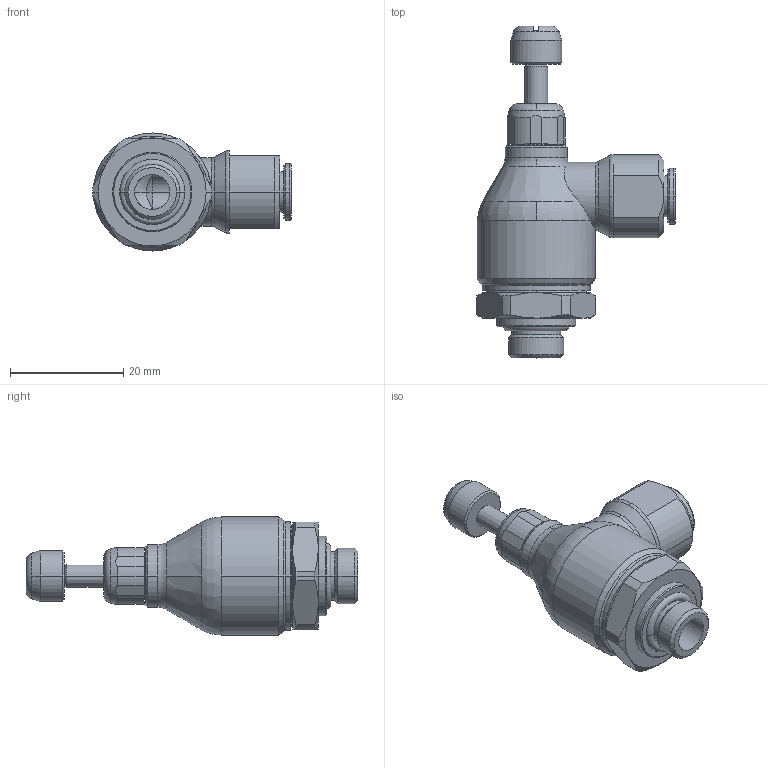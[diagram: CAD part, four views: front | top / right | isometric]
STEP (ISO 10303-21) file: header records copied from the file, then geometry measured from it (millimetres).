
FILE_DESCRIPTION(('STEP AP214'),'1');
FILE_NAME('7101_06_10.stp','2016-07-07T14:52:52',('TraceParts'),('TraceParts S.A.'),'Spatial InterOp 3D',' ',' ');
FILE_SCHEMA(('automotive_design'));
Length unit declared in the file: millimetre
Products named in the file (1): 1
Bounding box: 35.01 x 58.5 x 20.8 mm (x, y, z)
Volume: 10584.9 mm3; surface area: 4909 mm2
Topology: 1 solids, 1 shells, 154 faces, 375 edges, 232 vertices
Faces by surface type: cone 54, cylinder 46, plane 30, torus 21, revolution 3
Entity records: 5032 total; most frequent: CARTESIAN_POINT 1365, DIRECTION 836, ORIENTED_EDGE 750, EDGE_CURVE 375, AXIS2_PLACEMENT_3D 363, VERTEX_POINT 232, CIRCLE 211, EDGE_LOOP 165
